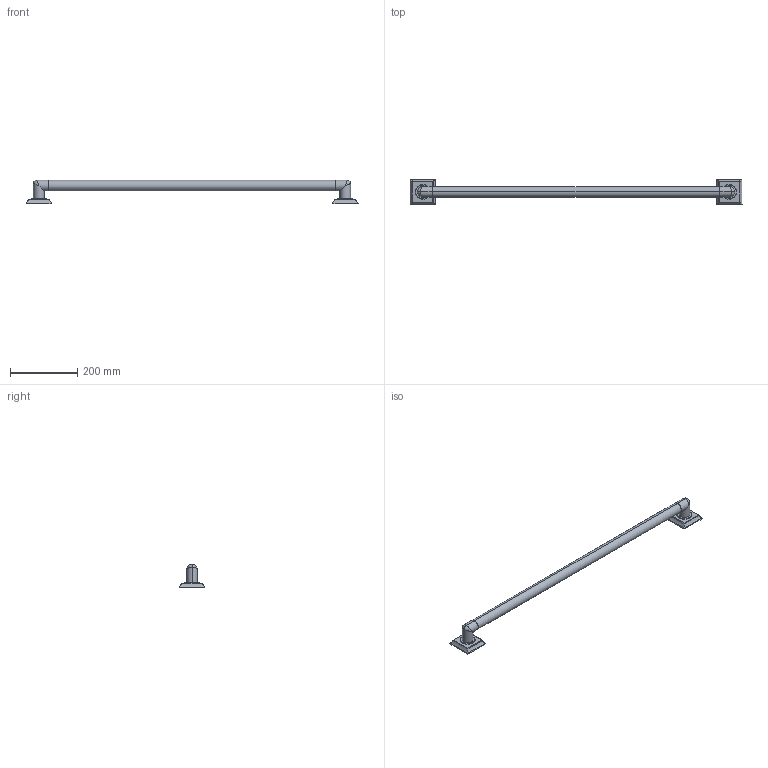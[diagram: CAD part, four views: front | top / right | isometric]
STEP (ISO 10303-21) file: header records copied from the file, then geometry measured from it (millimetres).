
FILE_DESCRIPTION((''),'2;1');
FILE_NAME('2570-3936','2021-07-12T16:02:45',('jinson.thomas'),(''),'CREO PARAMETRIC BY PTC INC, 2018400','CREO PARAMETRIC BY PTC INC, 2018400','');
FILE_SCHEMA(('CONFIG_CONTROL_DESIGN'));
Length unit declared in the file: inch
Products named in the file (1): 2570-3936
Bounding box: 990.6 x 76.2 x 69.98 mm (x, y, z)
Volume: 916769.8 mm3; surface area: 125070.4 mm2
Topology: 1 solids, 1 shells, 88 faces, 178 edges, 96 vertices
Faces by surface type: cylinder 38, bspline 24, sphere 8, cone 8, plane 6, torus 4
Entity records: 3618 total; most frequent: CARTESIAN_POINT 1904, ORIENTED_EDGE 356, DIRECTION 330, EDGE_CURVE 178, AXIS2_PLACEMENT_3D 138, VERTEX_POINT 96, EDGE_LOOP 92, FACE_OUTER_BOUND 88
